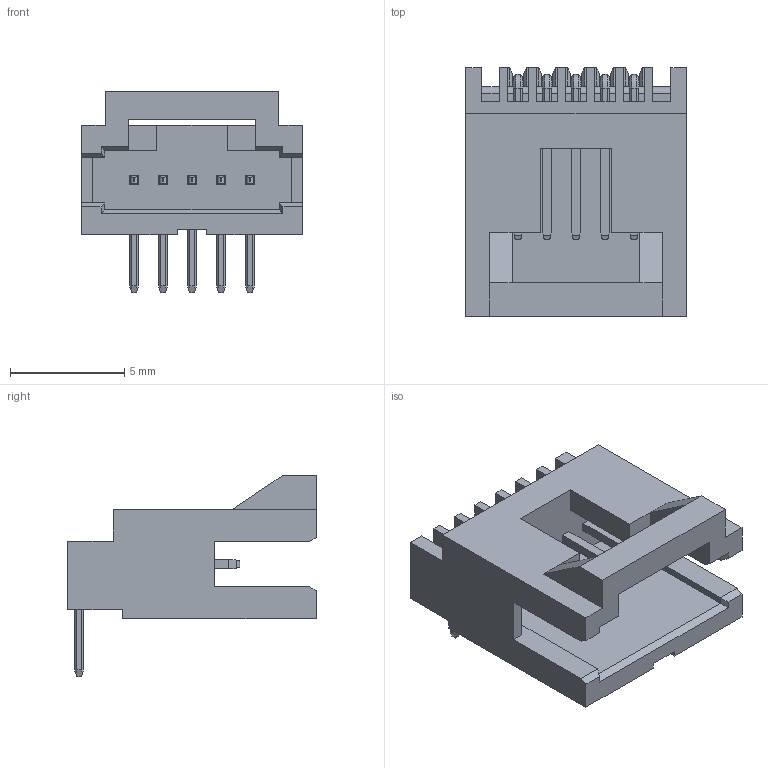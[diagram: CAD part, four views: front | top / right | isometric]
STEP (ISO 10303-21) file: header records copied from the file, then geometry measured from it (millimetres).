
FILE_DESCRIPTION( ('This file contains a STEP AP42 implementation' ,'as created by ZW3D STEP Interface translator.') ,'2;1' );
FILE_NAME( 'WF1271-1WRH05S0BT1.stp' ,'24 1 2.1542 7', (''), ('ZWCAD Software Co.'), 'Version 1.0', 'ZW3D to STEP translator', '' );
FILE_SCHEMA(('AUTOMOTIVE_DESIGN { 1 0 10303 214 1 1 1 1 }'));
Length unit declared in the file: millimetre
Products named in the file (2): 0; WF1271-1WRH05S0BT1
Bounding box: 9.68 x 10.9 x 8.84 mm (x, y, z)
Volume: 261.7 mm3; surface area: 654.7 mm2
Topology: 1 solids, 1 shells, 364 faces, 981 edges, 627 vertices
Faces by surface type: plane 317, cylinder 27, cone 20
Entity records: 12206 total; most frequent: CARTESIAN_POINT 3003, ORIENTED_EDGE 1962, DIRECTION 1595, EDGE_CURVE 981, VECTOR 757, LINE 757, VERTEX_POINT 627, AXIS2_PLACEMENT_3D 419
